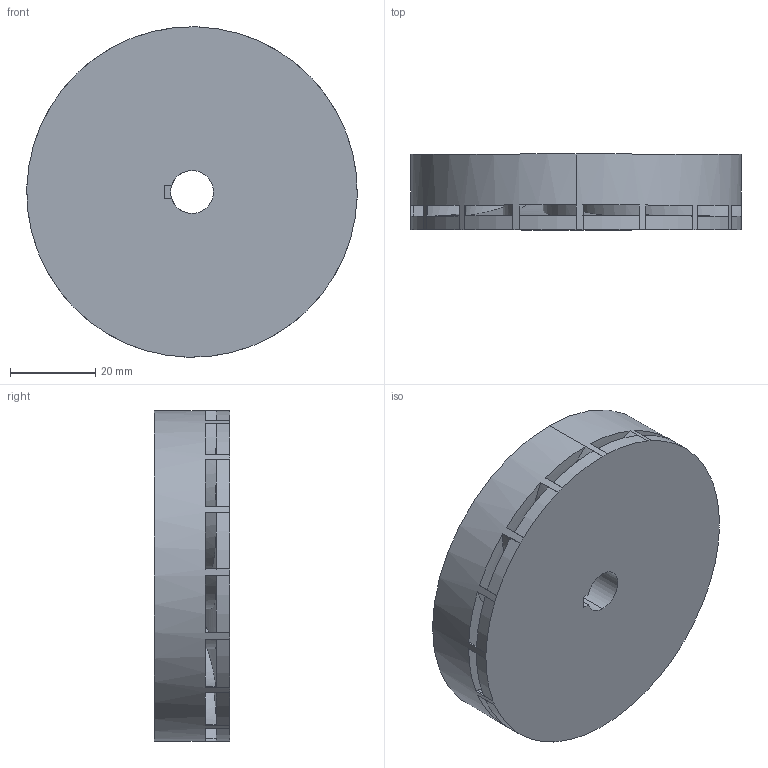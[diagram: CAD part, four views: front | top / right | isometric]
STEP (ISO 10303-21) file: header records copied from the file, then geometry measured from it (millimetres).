
FILE_DESCRIPTION (( 'STEP AP214' ), '1' );
FILE_NAME ('[TP] [Pump] [Fuel] Impeller.STEP', '2024-03-28T09:48:43', ( '' ), ( '' ), 'SwSTEP 2.0', 'SolidWorks 2023', '' );
FILE_SCHEMA (( 'AUTOMOTIVE_DESIGN' ));
Length unit declared in the file: millimetre
Products named in the file (1): [TP] [Pump] [Fuel] Impeller
Bounding box: 77.53 x 17.71 x 77.53 mm (x, y, z)
Volume: 65131.6 mm3; surface area: 25069.6 mm2
Topology: 1 solids, 1 shells, 156 faces, 507 edges, 321 vertices
Faces by surface type: cylinder 75, bspline 73, plane 6, cone 2
Entity records: 12997 total; most frequent: CARTESIAN_POINT 9018, ORIENTED_EDGE 1014, DIRECTION 627, EDGE_CURVE 507, VERTEX_POINT 321, AXIS2_PLACEMENT_3D 238, B_SPLINE_CURVE_WITH_KNOTS 202, EDGE_LOOP 158
